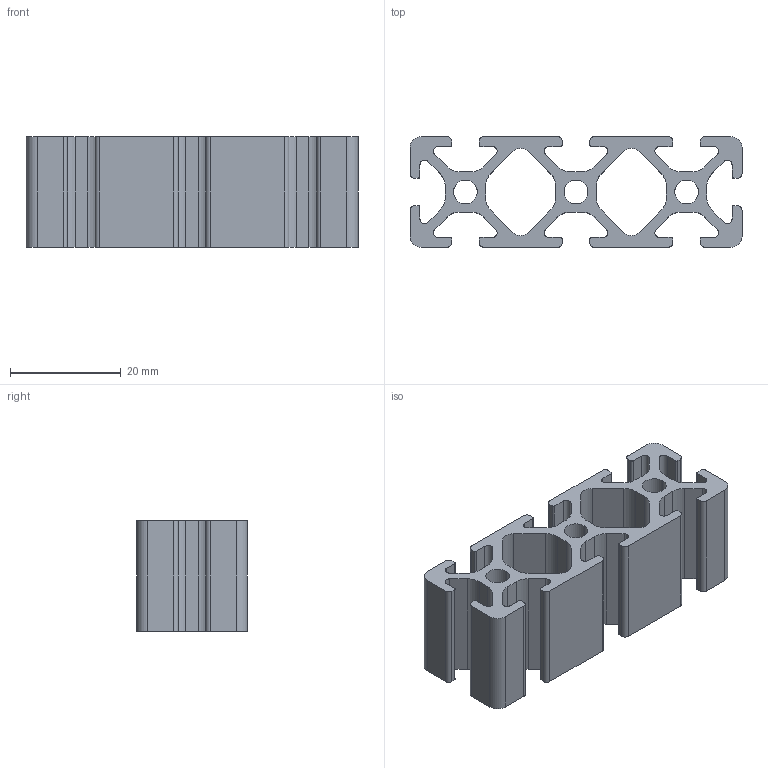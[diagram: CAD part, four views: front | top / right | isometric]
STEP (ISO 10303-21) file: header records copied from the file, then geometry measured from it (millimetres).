
FILE_DESCRIPTION(('no description'),'unknown implementation level');
FILE_NAME('Profile_5_60x20_natural_L=20.stp',' ',('item Industrietechnik GmbH'),('CADClick - KiM GmbH - www.kimweb.de'),'unknown preprocess','ACIS','unknown authorization');
FILE_SCHEMA(('automotive_design'));
Length unit declared in the file: millimetre
Products named in the file (1): 1
Bounding box: 60 x 20 x 20 mm (x, y, z)
Volume: 9590.9 mm3; surface area: 9790.4 mm2
Topology: 1 solids, 1 shells, 168 faces, 498 edges, 332 vertices
Faces by surface type: cylinder 86, plane 82
Entity records: 11212 total; most frequent: DIRECTION 1008, STYLED_ITEM 999, PRESENTATION_STYLE_ASSIGNMENT 999, CARTESIAN_POINT 999, COLOUR_RGB 999, ORIENTED_EDGE 996, EDGE_CURVE 498, CURVE_STYLE 498
